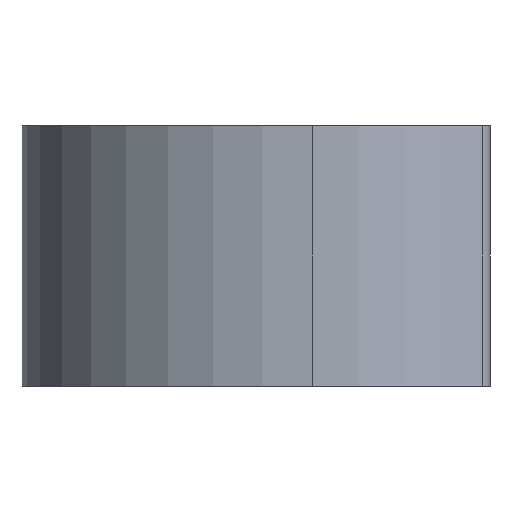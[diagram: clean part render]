
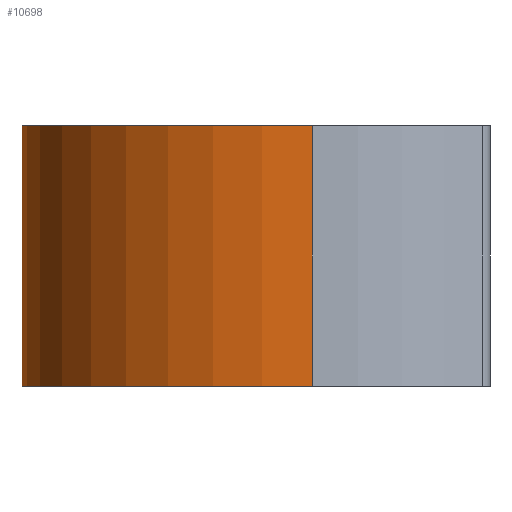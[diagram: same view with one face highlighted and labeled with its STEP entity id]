
A CAD part, left-side view. The second image highlights one B-rep face of the part: STEP entity #10698.
In plain terms, the highlighted cylindrical face has radius 12.446 mm (diameter 24.892 mm), a partial arc.
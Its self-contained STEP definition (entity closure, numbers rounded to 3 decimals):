
#84 = VERTEX_POINT ( 'NONE', #1437 ) ;
#315 = VERTEX_POINT ( 'NONE', #446 ) ;
#446 = CARTESIAN_POINT ( 'NONE',  ( -12.51, -0.213, 5.446 ) ) ;
#482 = AXIS2_PLACEMENT_3D ( 'NONE', #4167, #7914, #4237 ) ;
#701 = VERTEX_POINT ( 'NONE', #5743 ) ;
#985 = AXIS2_PLACEMENT_3D ( 'NONE', #11194, #6583, #8413 ) ;
#1111 = DIRECTION ( 'NONE',  ( -1., 0., 0. ) ) ;
#1437 = CARTESIAN_POINT ( 'NONE',  ( 11.57, 4.208, 5.446 ) ) ;
#2404 = DIRECTION ( 'NONE',  ( 0., 0., -1. ) ) ;
#2493 = ORIENTED_EDGE ( 'NONE', *, *, #4273, .F. ) ;
#2598 = LINE ( 'NONE', #7835, #10591 ) ;
#4167 = CARTESIAN_POINT ( 'NONE',  ( -0.064, -0.213, -5.73 ) ) ;
#4237 = DIRECTION ( 'NONE',  ( 1., 0., 0. ) ) ;
#4273 = EDGE_CURVE ( 'NONE', #84, #315, #5629, .T. ) ;
#4586 = ORIENTED_EDGE ( 'NONE', *, *, #8587, .F. ) ;
#4697 = AXIS2_PLACEMENT_3D ( 'NONE', #11024, #9293, #1111 ) ;
#5145 = LINE ( 'NONE', #7739, #11215 ) ;
#5187 = FACE_OUTER_BOUND ( 'NONE', #9636, .T. ) ;
#5629 = CIRCLE ( 'NONE', #985, 12.446 ) ;
#5743 = CARTESIAN_POINT ( 'NONE',  ( -12.51, -0.213, -5.73 ) ) ;
#6583 = DIRECTION ( 'NONE',  ( 0., 0., 1. ) ) ;
#6793 = ORIENTED_EDGE ( 'NONE', *, *, #7063, .T. ) ;
#7063 = EDGE_CURVE ( 'NONE', #84, #9716, #5145, .T. ) ;
#7468 = CARTESIAN_POINT ( 'NONE',  ( 11.57, 4.208, -5.73 ) ) ;
#7739 = CARTESIAN_POINT ( 'NONE',  ( 11.57, 4.208, 5.446 ) ) ;
#7835 = CARTESIAN_POINT ( 'NONE',  ( -12.51, -0.213, 5.446 ) ) ;
#7914 = DIRECTION ( 'NONE',  ( 0., 0., 1. ) ) ;
#8413 = DIRECTION ( 'NONE',  ( 1., 0., 0. ) ) ;
#8587 = EDGE_CURVE ( 'NONE', #315, #701, #2598, .T. ) ;
#9128 = CYLINDRICAL_SURFACE ( 'NONE', #4697, 12.446 ) ;
#9293 = DIRECTION ( 'NONE',  ( 0., 0., -1. ) ) ;
#9636 = EDGE_LOOP ( 'NONE', ( #4586, #2493, #6793, #9862 ) ) ;
#9716 = VERTEX_POINT ( 'NONE', #7468 ) ;
#9862 = ORIENTED_EDGE ( 'NONE', *, *, #11134, .T. ) ;
#10591 = VECTOR ( 'NONE', #2404, 1000. ) ;
#10698 = ADVANCED_FACE ( 'NONE', ( #5187 ), #9128, .T. ) ;
#11024 = CARTESIAN_POINT ( 'NONE',  ( -0.064, -0.213, 5.446 ) ) ;
#11134 = EDGE_CURVE ( 'NONE', #9716, #701, #11669, .T. ) ;
#11194 = CARTESIAN_POINT ( 'NONE',  ( -0.064, -0.213, 5.446 ) ) ;
#11215 = VECTOR ( 'NONE', #11230, 1000. ) ;
#11230 = DIRECTION ( 'NONE',  ( 0., 0., -1. ) ) ;
#11669 = CIRCLE ( 'NONE', #482, 12.446 ) ;
